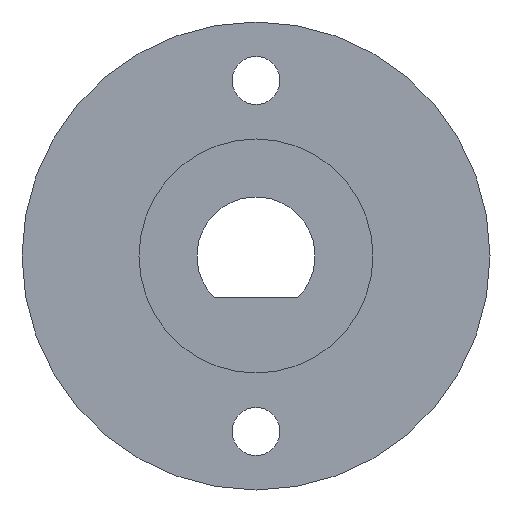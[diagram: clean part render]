
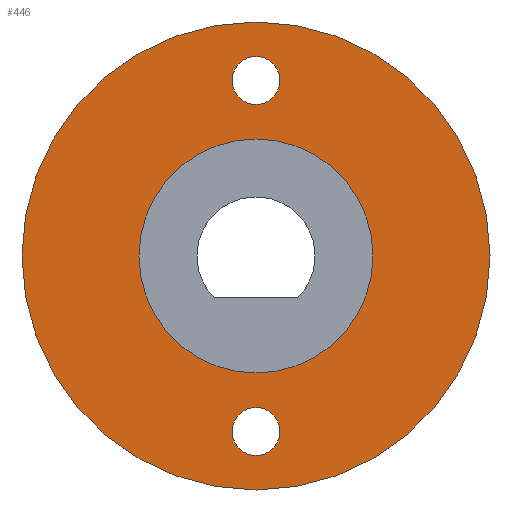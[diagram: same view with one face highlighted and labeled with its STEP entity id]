
A CAD part, front view. The second image highlights one B-rep face of the part: STEP entity #446.
In plain terms, the highlighted planar face has unit normal (0, -1, 0).
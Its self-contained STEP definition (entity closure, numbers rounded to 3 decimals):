
#3 = DIRECTION ( 'NONE',  ( 0., 0., 1. ) ) ;
#18 = ORIENTED_EDGE ( 'NONE', *, *, #304, .F. ) ;
#29 = CARTESIAN_POINT ( 'NONE',  ( 0., 5., 15. ) ) ;
#32 = CIRCLE ( 'NONE', #182, 20. ) ;
#35 = EDGE_CURVE ( 'NONE', #339, #330, #385, .T. ) ;
#54 = EDGE_CURVE ( 'NONE', #459, #179, #438, .T. ) ;
#56 = VERTEX_POINT ( 'NONE', #261 ) ;
#57 = DIRECTION ( 'NONE',  ( 0., 1., 0. ) ) ;
#67 = EDGE_CURVE ( 'NONE', #248, #282, #134, .T. ) ;
#71 = DIRECTION ( 'NONE',  ( 0., 1., 0. ) ) ;
#107 = DIRECTION ( 'NONE',  ( 0., 0., 1. ) ) ;
#115 = DIRECTION ( 'NONE',  ( 0., 1., 0. ) ) ;
#116 = ORIENTED_EDGE ( 'NONE', *, *, #67, .T. ) ;
#119 = EDGE_LOOP ( 'NONE', ( #348, #196 ) ) ;
#120 = DIRECTION ( 'NONE',  ( 0., 0., 1. ) ) ;
#131 = ORIENTED_EDGE ( 'NONE', *, *, #54, .T. ) ;
#133 = CARTESIAN_POINT ( 'NONE',  ( 0., 5., -17.05 ) ) ;
#134 = CIRCLE ( 'NONE', #327, 10. ) ;
#141 = EDGE_CURVE ( 'NONE', #330, #339, #433, .T. ) ;
#143 = EDGE_LOOP ( 'NONE', ( #131, #312 ) ) ;
#144 = EDGE_LOOP ( 'NONE', ( #116, #278 ) ) ;
#145 = DIRECTION ( 'NONE',  ( 0., 1., 0. ) ) ;
#153 = DIRECTION ( 'NONE',  ( 0., 0., 1. ) ) ;
#158 = AXIS2_PLACEMENT_3D ( 'NONE', #338, #57, #107 ) ;
#163 = PLANE ( 'NONE',  #212 ) ;
#170 = CARTESIAN_POINT ( 'NONE',  ( 0., 5., 15. ) ) ;
#172 = DIRECTION ( 'NONE',  ( 0., 0., 1. ) ) ;
#179 = VERTEX_POINT ( 'NONE', #133 ) ;
#180 = FACE_BOUND ( 'NONE', #143, .T. ) ;
#182 = AXIS2_PLACEMENT_3D ( 'NONE', #396, #115, #398 ) ;
#188 = AXIS2_PLACEMENT_3D ( 'NONE', #29, #325, #472 ) ;
#192 = DIRECTION ( 'NONE',  ( 0., 1., 0. ) ) ;
#196 = ORIENTED_EDGE ( 'NONE', *, *, #35, .T. ) ;
#204 = ORIENTED_EDGE ( 'NONE', *, *, #405, .F. ) ;
#212 = AXIS2_PLACEMENT_3D ( 'NONE', #471, #192, #120 ) ;
#215 = CARTESIAN_POINT ( 'NONE',  ( 0., 5., 12.95 ) ) ;
#218 = CARTESIAN_POINT ( 'NONE',  ( 0., 5., 17.05 ) ) ;
#226 = DIRECTION ( 'NONE',  ( 0., 1., 0. ) ) ;
#228 = AXIS2_PLACEMENT_3D ( 'NONE', #170, #376, #337 ) ;
#248 = VERTEX_POINT ( 'NONE', #323 ) ;
#253 = CARTESIAN_POINT ( 'NONE',  ( 0., 5., -15. ) ) ;
#260 = FACE_BOUND ( 'NONE', #144, .T. ) ;
#261 = CARTESIAN_POINT ( 'NONE',  ( 0., 5., -20. ) ) ;
#278 = ORIENTED_EDGE ( 'NONE', *, *, #375, .T. ) ;
#282 = VERTEX_POINT ( 'NONE', #443 ) ;
#289 = FACE_BOUND ( 'NONE', #119, .T. ) ;
#296 = AXIS2_PLACEMENT_3D ( 'NONE', #468, #145, #172 ) ;
#304 = EDGE_CURVE ( 'NONE', #384, #56, #32, .T. ) ;
#306 = CIRCLE ( 'NONE', #158, 20. ) ;
#312 = ORIENTED_EDGE ( 'NONE', *, *, #475, .T. ) ;
#319 = DIRECTION ( 'NONE',  ( 0., 1., 0. ) ) ;
#323 = CARTESIAN_POINT ( 'NONE',  ( 0., 5., -10. ) ) ;
#325 = DIRECTION ( 'NONE',  ( 0., 1., 0. ) ) ;
#327 = AXIS2_PLACEMENT_3D ( 'NONE', #404, #71, #3 ) ;
#330 = VERTEX_POINT ( 'NONE', #218 ) ;
#337 = DIRECTION ( 'NONE',  ( 0., 0., 1. ) ) ;
#338 = CARTESIAN_POINT ( 'NONE',  ( 0., 5., 0. ) ) ;
#339 = VERTEX_POINT ( 'NONE', #215 ) ;
#343 = AXIS2_PLACEMENT_3D ( 'NONE', #439, #226, #367 ) ;
#347 = CARTESIAN_POINT ( 'NONE',  ( 0., 5., 20. ) ) ;
#348 = ORIENTED_EDGE ( 'NONE', *, *, #141, .T. ) ;
#350 = EDGE_LOOP ( 'NONE', ( #18, #204 ) ) ;
#358 = FACE_OUTER_BOUND ( 'NONE', #350, .T. ) ;
#367 = DIRECTION ( 'NONE',  ( 0., 0., 1. ) ) ;
#368 = CARTESIAN_POINT ( 'NONE',  ( 0., 5., -12.95 ) ) ;
#370 = AXIS2_PLACEMENT_3D ( 'NONE', #253, #319, #153 ) ;
#375 = EDGE_CURVE ( 'NONE', #282, #248, #426, .T. ) ;
#376 = DIRECTION ( 'NONE',  ( 0., 1., 0. ) ) ;
#384 = VERTEX_POINT ( 'NONE', #347 ) ;
#385 = CIRCLE ( 'NONE', #188, 2.05 ) ;
#396 = CARTESIAN_POINT ( 'NONE',  ( 0., 5., 0. ) ) ;
#398 = DIRECTION ( 'NONE',  ( 0., 0., 1. ) ) ;
#401 = CIRCLE ( 'NONE', #370, 2.05 ) ;
#404 = CARTESIAN_POINT ( 'NONE',  ( 0., 5., 0. ) ) ;
#405 = EDGE_CURVE ( 'NONE', #56, #384, #306, .T. ) ;
#426 = CIRCLE ( 'NONE', #296, 10. ) ;
#433 = CIRCLE ( 'NONE', #228, 2.05 ) ;
#438 = CIRCLE ( 'NONE', #343, 2.05 ) ;
#439 = CARTESIAN_POINT ( 'NONE',  ( 0., 5., -15. ) ) ;
#443 = CARTESIAN_POINT ( 'NONE',  ( 0., 5., 10. ) ) ;
#446 = ADVANCED_FACE ( 'NONE', ( #180, #289, #358, #260 ), #163, .F. ) ;
#459 = VERTEX_POINT ( 'NONE', #368 ) ;
#468 = CARTESIAN_POINT ( 'NONE',  ( 0., 5., 0. ) ) ;
#471 = CARTESIAN_POINT ( 'NONE',  ( 0., 5., 0. ) ) ;
#472 = DIRECTION ( 'NONE',  ( 0., 0., 1. ) ) ;
#475 = EDGE_CURVE ( 'NONE', #179, #459, #401, .T. ) ;
